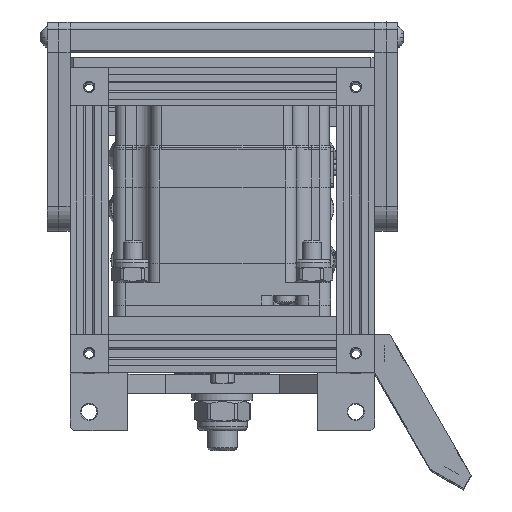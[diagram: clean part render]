
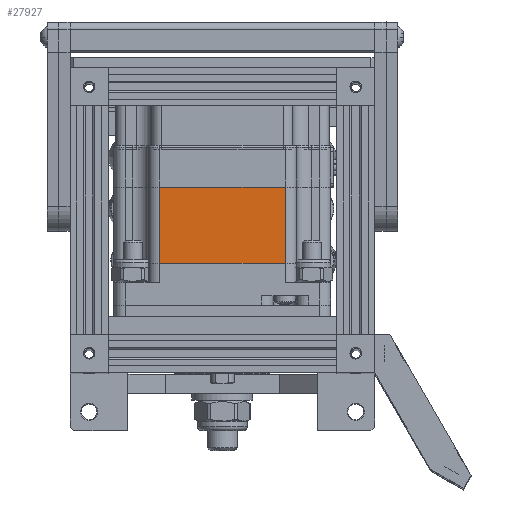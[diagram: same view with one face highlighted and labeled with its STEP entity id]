
A CAD part, top view. The second image highlights one B-rep face of the part: STEP entity #27927.
In plain terms, the highlighted face is planar.
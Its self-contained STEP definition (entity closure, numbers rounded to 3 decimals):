
#27865 = EDGE_CURVE('',#27866,#27868,#27870,.T.);
#27866 = VERTEX_POINT('',#27867);
#27867 = CARTESIAN_POINT('',(28.5,11.,16.5));
#27868 = VERTEX_POINT('',#27869);
#27869 = CARTESIAN_POINT('',(28.5,31.,16.5));
#27870 = LINE('',#27871,#27872);
#27871 = CARTESIAN_POINT('',(28.5,11.,16.5));
#27872 = VECTOR('',#27873,1.);
#27873 = DIRECTION('',(-0.,1.,0.));
#27927 = ADVANCED_FACE('',(#27928),#27953,.T.);
#27928 = FACE_BOUND('',#27929,.T.);
#27929 = EDGE_LOOP('',(#27930,#27940,#27946,#27947));
#27930 = ORIENTED_EDGE('',*,*,#27931,.T.);
#27931 = EDGE_CURVE('',#27932,#27934,#27936,.T.);
#27932 = VERTEX_POINT('',#27933);
#27933 = CARTESIAN_POINT('',(28.5,11.,-16.5));
#27934 = VERTEX_POINT('',#27935);
#27935 = CARTESIAN_POINT('',(28.5,31.,-16.5));
#27936 = LINE('',#27937,#27938);
#27937 = CARTESIAN_POINT('',(28.5,11.,-16.5));
#27938 = VECTOR('',#27939,1.);
#27939 = DIRECTION('',(-0.,1.,0.));
#27940 = ORIENTED_EDGE('',*,*,#27941,.T.);
#27941 = EDGE_CURVE('',#27934,#27868,#27942,.T.);
#27942 = LINE('',#27943,#27944);
#27943 = CARTESIAN_POINT('',(28.5,31.,-28.5));
#27944 = VECTOR('',#27945,1.);
#27945 = DIRECTION('',(0.,0.,1.));
#27946 = ORIENTED_EDGE('',*,*,#27865,.F.);
#27947 = ORIENTED_EDGE('',*,*,#27948,.F.);
#27948 = EDGE_CURVE('',#27932,#27866,#27949,.T.);
#27949 = LINE('',#27950,#27951);
#27950 = CARTESIAN_POINT('',(28.5,11.,-28.5));
#27951 = VECTOR('',#27952,1.);
#27952 = DIRECTION('',(0.,0.,1.));
#27953 = PLANE('',#27954);
#27954 = AXIS2_PLACEMENT_3D('',#27955,#27956,#27957);
#27955 = CARTESIAN_POINT('',(28.5,11.,-16.5));
#27956 = DIRECTION('',(1.,0.,0.));
#27957 = DIRECTION('',(0.,0.,1.));
